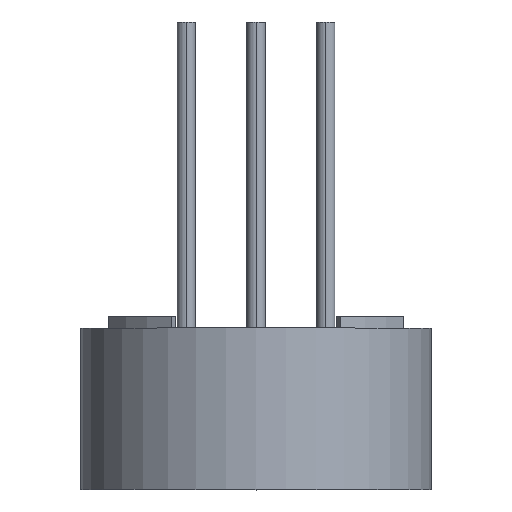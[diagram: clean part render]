
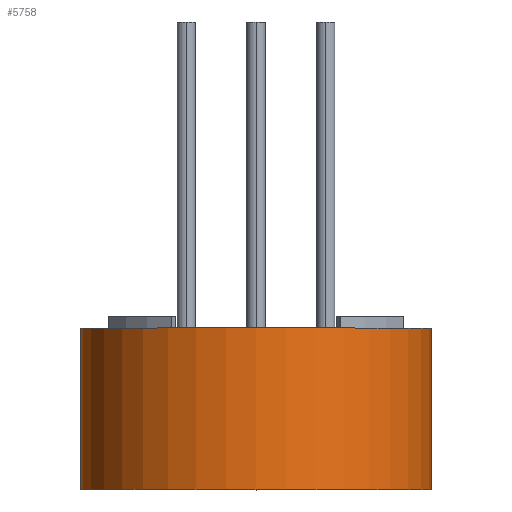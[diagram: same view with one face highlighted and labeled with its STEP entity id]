
A CAD part, top view. The second image highlights one B-rep face of the part: STEP entity #5758.
In plain terms, the highlighted cylindrical face has radius 6.375 mm (diameter 12.751 mm), a partial arc.
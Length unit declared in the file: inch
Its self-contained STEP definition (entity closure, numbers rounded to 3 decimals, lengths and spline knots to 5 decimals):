
#6=CARTESIAN_POINT('',(0.,0.,0.));
#7=DIRECTION('',(0.,1.,0.));
#8=DIRECTION('',(-1.,0.,0.));
#9=AXIS2_PLACEMENT_3D('',#6,#7,#8);
#801=DIRECTION('',(0.,1.,0.));
#802=VECTOR('',#801,0.231);
#803=CARTESIAN_POINT('',(0.251,0.,0.));
#804=LINE('',#803,#802);
#810=CARTESIAN_POINT('',(0.,0.231,0.));
#811=DIRECTION('',(0.,1.,0.));
#812=DIRECTION('',(-1.,0.,0.));
#813=AXIS2_PLACEMENT_3D('',#810,#811,#812);
#897=DIRECTION('',(0.,1.,0.));
#898=VECTOR('',#897,0.231);
#899=CARTESIAN_POINT('',(-0.251,0.,0.));
#900=LINE('',#899,#898);
#3979=CARTESIAN_POINT('',(0.251,0.,0.));
#3980=CARTESIAN_POINT('',(-0.251,0.,0.));
#3981=VERTEX_POINT('',#3979);
#3982=VERTEX_POINT('',#3980);
#4035=CARTESIAN_POINT('',(0.251,0.231,0.));
#4036=CARTESIAN_POINT('',(-0.251,0.231,0.));
#4037=VERTEX_POINT('',#4035);
#4038=VERTEX_POINT('',#4036);
#5747=CARTESIAN_POINT('',(0.,0.,0.));
#5748=DIRECTION('',(0.,1.,0.));
#5749=DIRECTION('',(1.,0.,0.));
#5750=AXIS2_PLACEMENT_3D('',#5747,#5748,#5749);
#5751=CYLINDRICAL_SURFACE('',#5750,0.251);
#5752=ORIENTED_EDGE('',*,*,#5704,.T.);
#5753=ORIENTED_EDGE('',*,*,#5693,.F.);
#5754=ORIENTED_EDGE('',*,*,#5248,.F.);
#5755=ORIENTED_EDGE('',*,*,#5690,.T.);
#5756=EDGE_LOOP('',(#5752,#5753,#5754,#5755));
#5757=FACE_OUTER_BOUND('',#5756,.F.);
#5758=ADVANCED_FACE('',(#5757),#5751,.T.);
#10=CIRCLE('',#9,0.251);
#814=CIRCLE('',#813,0.251);
#5248=EDGE_CURVE('',#3982,#3981,#10,.T.);
#5690=EDGE_CURVE('',#3982,#4038,#900,.T.);
#5693=EDGE_CURVE('',#3981,#4037,#804,.T.);
#5704=EDGE_CURVE('',#4038,#4037,#814,.T.);
